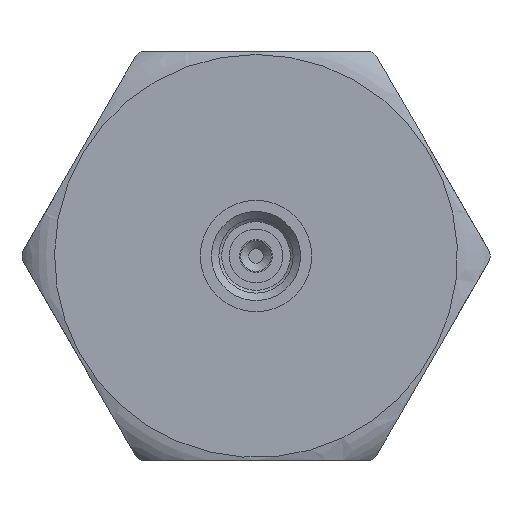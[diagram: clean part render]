
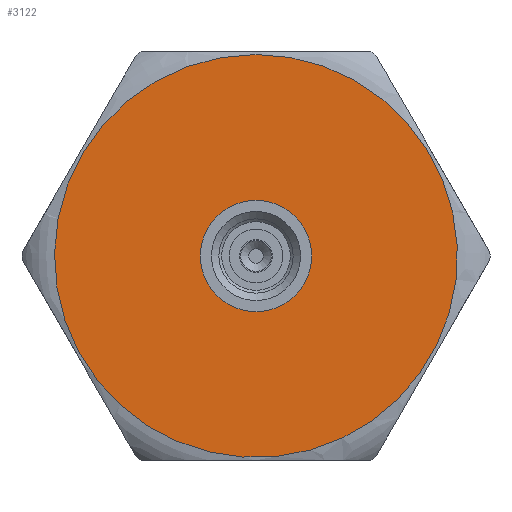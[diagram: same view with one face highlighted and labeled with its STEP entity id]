
A CAD part, left-side view. The second image highlights one B-rep face of the part: STEP entity #3122.
In plain terms, the highlighted planar face has unit normal (-1, 0, 0).
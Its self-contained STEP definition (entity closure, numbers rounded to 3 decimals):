
#836=ORIENTED_EDGE('',*,*,#1679,.F.);
#837=ORIENTED_EDGE('',*,*,#1678,.F.);
#1678=EDGE_CURVE('',#2078,#2078,#2321,.F.);
#1679=EDGE_CURVE('',#2079,#2079,#2322,.T.);
#2078=VERTEX_POINT('',#12036);
#2079=VERTEX_POINT('',#12039);
#2321=CIRCLE('',#3439,5.424);
#2322=CIRCLE('',#3441,1.5);
#2490=EDGE_LOOP('',(#836));
#2491=EDGE_LOOP('',(#837));
#2763=FACE_BOUND('',#2490,.T.);
#2764=FACE_BOUND('',#2491,.T.);
#3012=PLANE('',#3440);
#3122=ADVANCED_FACE('',(#2763,#2764),#3012,.T.);
#3439=AXIS2_PLACEMENT_3D('',#12035,#3908,#3909);
#3440=AXIS2_PLACEMENT_3D('',#12037,#3910,#3911);
#3441=AXIS2_PLACEMENT_3D('',#12038,#3912,#3913);
#3908=DIRECTION('',(-1.,0.,0.));
#3909=DIRECTION('',(0.,0.,1.));
#3910=DIRECTION('',(-1.,0.,0.));
#3911=DIRECTION('',(0.,0.,1.));
#3912=DIRECTION('',(-1.,0.,0.));
#3913=DIRECTION('',(0.,0.,1.));
#12035=CARTESIAN_POINT('',(-2.2,0.,0.));
#12036=CARTESIAN_POINT('',(-2.2,0.,5.424));
#12037=CARTESIAN_POINT('',(-2.2,0.,0.));
#12038=CARTESIAN_POINT('',(-2.2,0.,0.));
#12039=CARTESIAN_POINT('',(-2.2,0.,1.5));
